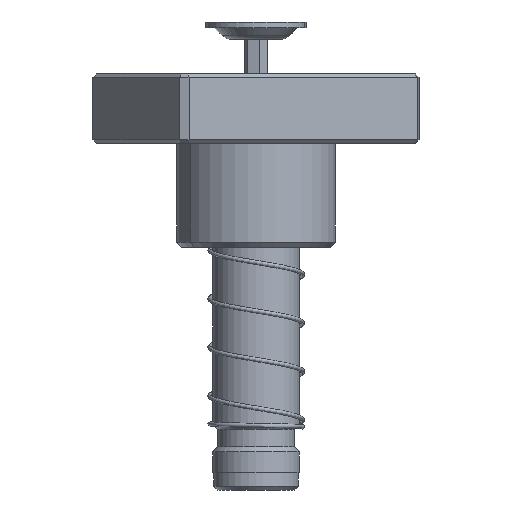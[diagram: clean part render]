
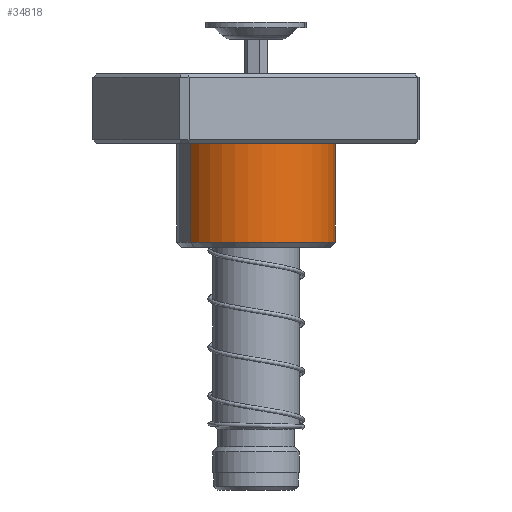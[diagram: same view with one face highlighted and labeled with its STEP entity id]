
A CAD part, front view. The second image highlights one B-rep face of the part: STEP entity #34818.
In plain terms, the highlighted cylindrical face has radius 23 mm (diameter 46 mm), a partial arc.
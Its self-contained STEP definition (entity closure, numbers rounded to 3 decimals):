
#2029 = VERTEX_POINT ( 'NONE', #10668 ) ;
#4403 = CARTESIAN_POINT ( 'NONE',  ( 23., 0., 20. ) ) ;
#4454 = CARTESIAN_POINT ( 'NONE',  ( 23., 0., 48.5 ) ) ;
#4455 = FACE_OUTER_BOUND ( 'NONE', #30446, .T. ) ;
#5361 = VERTEX_POINT ( 'NONE', #19360 ) ;
#6121 = VERTEX_POINT ( 'NONE', #4454 ) ;
#6408 = CIRCLE ( 'NONE', #41847, 23. ) ;
#7510 = DIRECTION ( 'NONE',  ( 1., 0., 0. ) ) ;
#8710 = AXIS2_PLACEMENT_3D ( 'NONE', #44385, #29727, #37190 ) ;
#8823 = EDGE_CURVE ( 'NONE', #6121, #2029, #30228, .T. ) ;
#10335 = VECTOR ( 'NONE', #43644, 1000. ) ;
#10668 = CARTESIAN_POINT ( 'NONE',  ( -23., 0., 48.5 ) ) ;
#11989 = ORIENTED_EDGE ( 'NONE', *, *, #12251, .T. ) ;
#12251 = EDGE_CURVE ( 'NONE', #5361, #33766, #6408, .T. ) ;
#13892 = DIRECTION ( 'NONE',  ( 1., 0., 0. ) ) ;
#15830 = AXIS2_PLACEMENT_3D ( 'NONE', #26749, #22940, #23389 ) ;
#17646 = ORIENTED_EDGE ( 'NONE', *, *, #8823, .T. ) ;
#19360 = CARTESIAN_POINT ( 'NONE',  ( 0., -23., 20. ) ) ;
#20665 = CIRCLE ( 'NONE', #8710, 23. ) ;
#21588 = VERTEX_POINT ( 'NONE', #28523 ) ;
#22940 = DIRECTION ( 'NONE',  ( 0., 0., -1. ) ) ;
#23389 = DIRECTION ( 'NONE',  ( -1., 0., 0. ) ) ;
#23657 = AXIS2_PLACEMENT_3D ( 'NONE', #37865, #30848, #13892 ) ;
#26749 = CARTESIAN_POINT ( 'NONE',  ( 0., 0., 50. ) ) ;
#28397 = CARTESIAN_POINT ( 'NONE',  ( 0., 0., 20. ) ) ;
#28523 = CARTESIAN_POINT ( 'NONE',  ( -23., 0., 20. ) ) ;
#29727 = DIRECTION ( 'NONE',  ( 0., 0., 1. ) ) ;
#30228 = CIRCLE ( 'NONE', #23657, 23. ) ;
#30446 = EDGE_LOOP ( 'NONE', ( #32416, #17646, #39335, #40759, #11989 ) ) ;
#30848 = DIRECTION ( 'NONE',  ( 0., 0., -1. ) ) ;
#31065 = DIRECTION ( 'NONE',  ( 0., 0., -1. ) ) ;
#32368 = DIRECTION ( 'NONE',  ( 0., 0., 1. ) ) ;
#32416 = ORIENTED_EDGE ( 'NONE', *, *, #41145, .F. ) ;
#33340 = VECTOR ( 'NONE', #31065, 1000. ) ;
#33766 = VERTEX_POINT ( 'NONE', #4403 ) ;
#34818 = ADVANCED_FACE ( 'NONE', ( #4455 ), #38853, .T. ) ;
#37172 = EDGE_CURVE ( 'NONE', #2029, #21588, #42633, .T. ) ;
#37190 = DIRECTION ( 'NONE',  ( 1., 0., 0. ) ) ;
#37865 = CARTESIAN_POINT ( 'NONE',  ( 0., 0., 48.5 ) ) ;
#38853 = CYLINDRICAL_SURFACE ( 'NONE', #15830, 23. ) ;
#39335 = ORIENTED_EDGE ( 'NONE', *, *, #37172, .T. ) ;
#39974 = EDGE_CURVE ( 'NONE', #21588, #5361, #20665, .T. ) ;
#40127 = CARTESIAN_POINT ( 'NONE',  ( 23., 0., 50. ) ) ;
#40759 = ORIENTED_EDGE ( 'NONE', *, *, #39974, .T. ) ;
#41145 = EDGE_CURVE ( 'NONE', #6121, #33766, #42026, .T. ) ;
#41847 = AXIS2_PLACEMENT_3D ( 'NONE', #28397, #32368, #7510 ) ;
#42026 = LINE ( 'NONE', #40127, #10335 ) ;
#42633 = LINE ( 'NONE', #44954, #33340 ) ;
#43644 = DIRECTION ( 'NONE',  ( 0., 0., -1. ) ) ;
#44385 = CARTESIAN_POINT ( 'NONE',  ( 0., 0., 20. ) ) ;
#44954 = CARTESIAN_POINT ( 'NONE',  ( -23., 0., 50. ) ) ;
